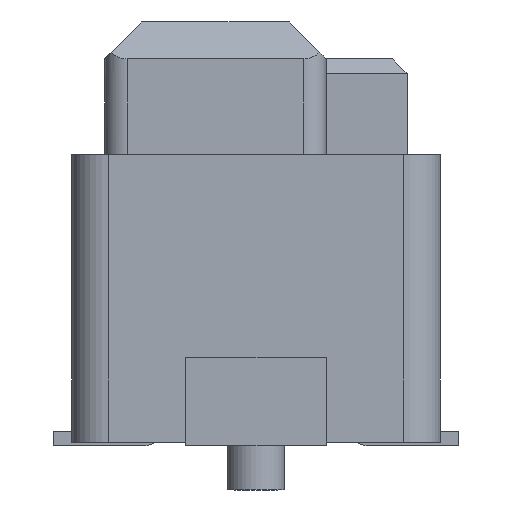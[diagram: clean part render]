
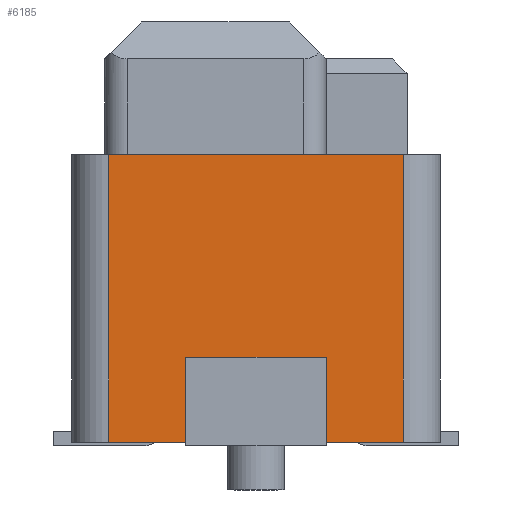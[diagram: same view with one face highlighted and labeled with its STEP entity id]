
A CAD part, left-side view. The second image highlights one B-rep face of the part: STEP entity #6185.
In plain terms, the highlighted planar face has unit normal (-1, 0, 0).
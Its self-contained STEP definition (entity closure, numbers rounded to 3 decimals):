
#6065=CARTESIAN_POINT('',(-8.0,2.,0.05));
#6066=VERTEX_POINT('',#6065);
#6067=CARTESIAN_POINT('',(-8.0,-2.,0.05));
#6068=VERTEX_POINT('',#6067);
#6069=CARTESIAN_POINT('',(-8.0,2.,0.05));
#6070=DIRECTION('',(0.0,-1.0,0.0));
#6071=VECTOR('',#6070,4.0);
#6072=LINE('',#6069,#6071);
#6073=EDGE_CURVE('',#6066,#6068,#6072,.T.);
#6155=CARTESIAN_POINT('',(-8.,-2.5,5.25));
#6156=DIRECTION('',(-1.0,0.0,0.0));
#6157=DIRECTION('',(0.0,1.0,0.0));
#6158=AXIS2_PLACEMENT_3D('',#6155,#6156,#6157);
#6159=PLANE('',#6158);
#6160=ORIENTED_EDGE('',*,*,#6073,.T.);
#6161=CARTESIAN_POINT('',(-8.0,-2.,3.95));
#6162=VERTEX_POINT('',#6161);
#6163=CARTESIAN_POINT('',(-8.0,-2.,0.05));
#6164=DIRECTION('',(0.0,0.0,1.0));
#6165=VECTOR('',#6164,3.9);
#6166=LINE('',#6163,#6165);
#6167=EDGE_CURVE('',#6068,#6162,#6166,.T.);
#6168=ORIENTED_EDGE('',*,*,#6167,.T.);
#6169=CARTESIAN_POINT('',(-8.,2.,3.95));
#6170=VERTEX_POINT('',#6169);
#6171=CARTESIAN_POINT('',(-8.,2.,3.95));
#6172=DIRECTION('',(0.0,-1.0,0.0));
#6173=VECTOR('',#6172,4.);
#6174=LINE('',#6171,#6173);
#6175=EDGE_CURVE('',#6170,#6162,#6174,.T.);
#6176=ORIENTED_EDGE('',*,*,#6175,.F.);
#6177=CARTESIAN_POINT('',(-8.,2.,3.95));
#6178=DIRECTION('',(0.0,0.0,-1.0));
#6179=VECTOR('',#6178,3.9);
#6180=LINE('',#6177,#6179);
#6181=EDGE_CURVE('',#6170,#6066,#6180,.T.);
#6182=ORIENTED_EDGE('',*,*,#6181,.T.);
#6183=EDGE_LOOP('',(#6160,#6168,#6176,#6182));
#6184=FACE_OUTER_BOUND('',#6183,.T.);
#6185=ADVANCED_FACE('',(#6184),#6159,.T.);
